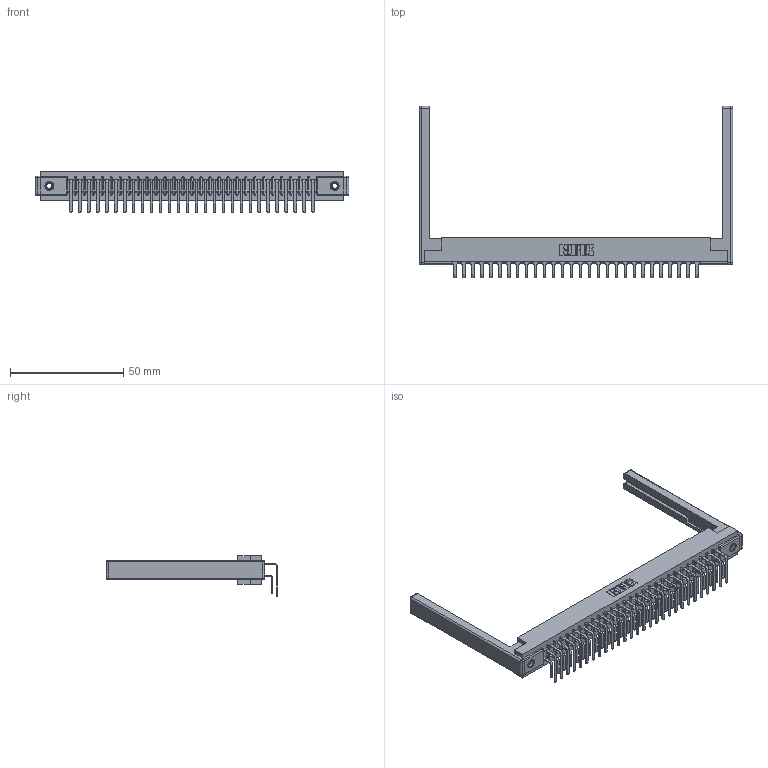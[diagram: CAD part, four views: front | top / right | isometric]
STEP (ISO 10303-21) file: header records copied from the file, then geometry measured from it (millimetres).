
FILE_DESCRIPTION (( 'STEP AP203' ), '1' );
FILE_NAME ('307-028-459-168.STEP', '2020-09-28T07:10:07', ( '' ), ( '' ), 'SwSTEP 2.0', 'SolidWorks 2020', '' );
FILE_SCHEMA (( 'CONFIG_CONTROL_DESIGN' ));
Length unit declared in the file: inch
Products named in the file (6): 307 Part_.156 Dia Mounting Holes; 307-220-068; 345-250-001_345-250-001-102; 307-290-001_559 - 2 (Single); 307-028-459-168; 307-290-001_558 559 - 1 (Single)
Assembly tree (61 placements, depth 2):
  307-028-459-168
    307 Part_.156 Dia Mounting Holes
    307-290-001_558 559 - 1 (Single)  x28
    307-290-001_559 - 2 (Single)  x28
    307-220-068  x2
    345-250-001_345-250-001-102  x2
Bounding box: 138.38 x 75.65 x 18.07 mm (x, y, z)
Volume: 19244.6 mm3; surface area: 23332.7 mm2
Topology: 61 solids, 61 shells, 3101 faces, 8665 edges, 5602 vertices
Faces by surface type: plane 2006, cylinder 1013, sphere 66, cone 12, torus 4
Entity records: 30832 total; most frequent: CARTESIAN_POINT 5027, ORIENTED_EDGE 4972, DIRECTION 4944, EDGE_CURVE 2486, LINE 1898, VECTOR 1898, VERTEX_POINT 1606, AXIS2_PLACEMENT_3D 1523
